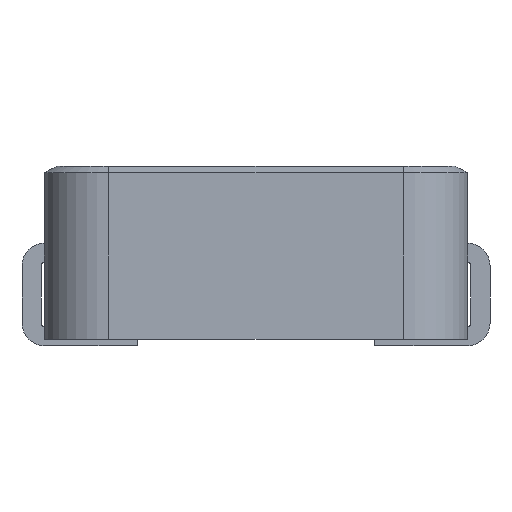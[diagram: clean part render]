
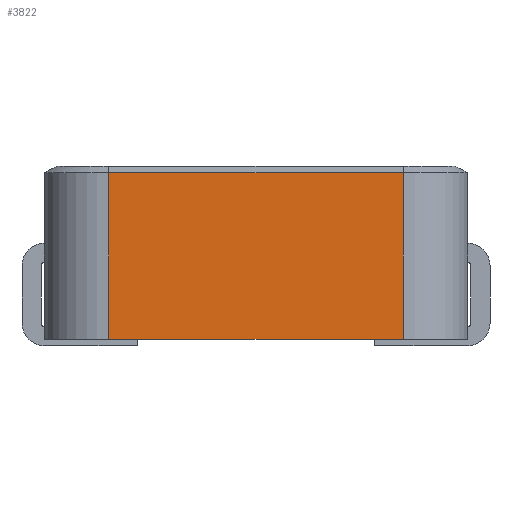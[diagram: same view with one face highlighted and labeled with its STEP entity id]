
A CAD part, front view. The second image highlights one B-rep face of the part: STEP entity #3822.
In plain terms, the highlighted planar face has unit normal (0, -1, 0).
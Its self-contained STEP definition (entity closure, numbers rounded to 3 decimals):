
#1403 = VERTEX_POINT('',#1404);
#1404 = CARTESIAN_POINT('',(-2.3,-3.3,2.7));
#1410 = EDGE_CURVE('',#1411,#1403,#1413,.T.);
#1411 = VERTEX_POINT('',#1412);
#1412 = CARTESIAN_POINT('',(2.3,-3.3,2.7));
#1413 = LINE('',#1414,#1415);
#1414 = CARTESIAN_POINT('',(-2.3,-3.3,2.7));
#1415 = VECTOR('',#1416,1.);
#1416 = DIRECTION('',(-1.,0.,0.));
#3501 = VERTEX_POINT('',#3502);
#3502 = CARTESIAN_POINT('',(2.3,-3.3,0.1));
#3509 = EDGE_CURVE('',#3510,#3501,#3512,.T.);
#3510 = VERTEX_POINT('',#3511);
#3511 = CARTESIAN_POINT('',(-2.3,-3.3,0.1));
#3512 = LINE('',#3513,#3514);
#3513 = CARTESIAN_POINT('',(-3.3,-3.3,0.1));
#3514 = VECTOR('',#3515,1.);
#3515 = DIRECTION('',(1.,0.,0.));
#3822 = ADVANCED_FACE('',(#3823),#3839,.F.);
#3823 = FACE_BOUND('',#3824,.T.);
#3824 = EDGE_LOOP('',(#3825,#3831,#3832,#3838));
#3825 = ORIENTED_EDGE('',*,*,#3826,.F.);
#3826 = EDGE_CURVE('',#1411,#3501,#3827,.T.);
#3827 = LINE('',#3828,#3829);
#3828 = CARTESIAN_POINT('',(2.3,-3.3,2.8));
#3829 = VECTOR('',#3830,1.);
#3830 = DIRECTION('',(0.,0.,-1.));
#3831 = ORIENTED_EDGE('',*,*,#1410,.T.);
#3832 = ORIENTED_EDGE('',*,*,#3833,.T.);
#3833 = EDGE_CURVE('',#1403,#3510,#3834,.T.);
#3834 = LINE('',#3835,#3836);
#3835 = CARTESIAN_POINT('',(-2.3,-3.3,2.8));
#3836 = VECTOR('',#3837,1.);
#3837 = DIRECTION('',(0.,0.,-1.));
#3838 = ORIENTED_EDGE('',*,*,#3509,.T.);
#3839 = PLANE('',#3840);
#3840 = AXIS2_PLACEMENT_3D('',#3841,#3842,#3843);
#3841 = CARTESIAN_POINT('',(-3.3,-3.3,2.8));
#3842 = DIRECTION('',(0.,1.,0.));
#3843 = DIRECTION('',(-1.,0.,0.));
